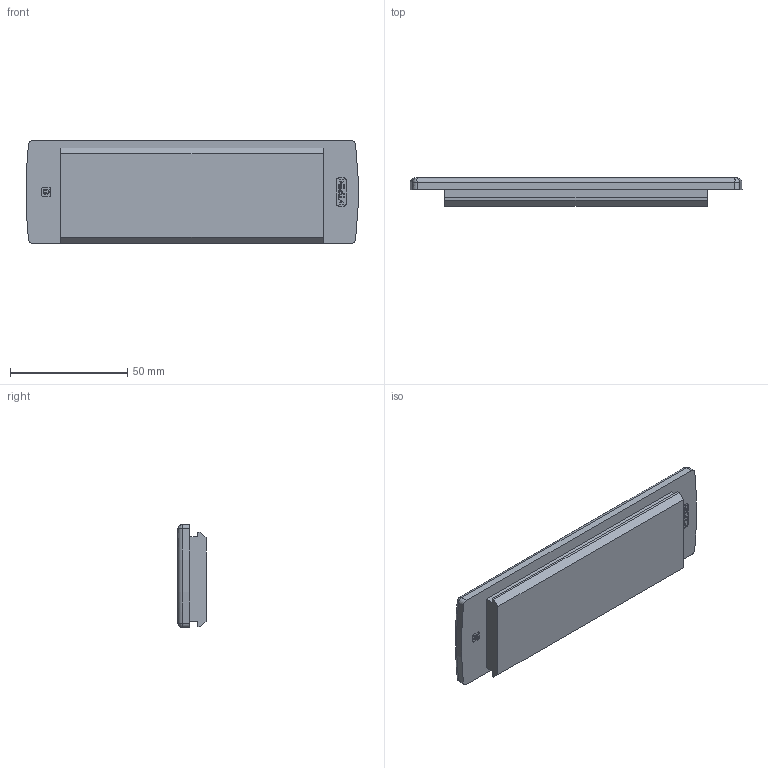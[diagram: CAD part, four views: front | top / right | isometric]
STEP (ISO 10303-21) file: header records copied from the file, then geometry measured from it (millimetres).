
FILE_DESCRIPTION(/* description */ (''),/* implementation_level */ '2;1');
FILE_NAME(/* name */ '28844_6_KES_E_19_24_B.stp',/* time_stamp */ '2020-03-30T15:51:39+02:00',/* author */ (''),/* organization */ (''),/* preprocessor_version */ 'ST-DEVELOPER v16.7',/* originating_system */ 'SIEMENS PLM Software NX 12.0',/* authorisation */ '');
FILE_SCHEMA (('AUTOMOTIVE_DESIGN { 1 0 10303 214 3 1 1 1 }'));
Products named in the file (1): KES_E_19_24_B
Bounding box: 141.72 x 12 x 43.97 mm (x, y, z)
Volume: 59509.8 mm3; surface area: 16801 mm2
Topology: 1 solids, 1 shells, 943 faces, 2429 edges, 1574 vertices
Faces by surface type: plane 538, bspline 352, sphere 19, extrusion 16, cylinder 10, cone 6, torus 2
Entity records: 48487 total; most frequent: CARTESIAN_POINT 28465, ORIENTED_EDGE 4850, DIRECTION 2677, EDGE_CURVE 2425, VERTEX_POINT 1574, VECTOR 1473, LINE 1457, EDGE_LOOP 1033
